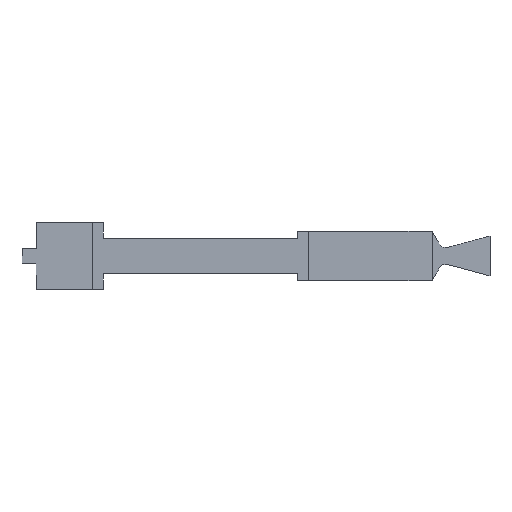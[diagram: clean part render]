
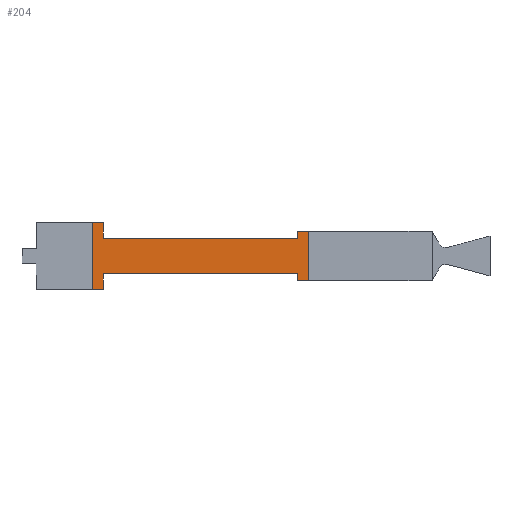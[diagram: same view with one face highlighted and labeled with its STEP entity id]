
A CAD part, top view. The second image highlights one B-rep face of the part: STEP entity #204.
In plain terms, the highlighted planar face has unit normal (0, 0, 1).
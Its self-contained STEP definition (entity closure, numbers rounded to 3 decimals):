
#20=FACE_OUTER_BOUND('',#24,.T.);
#24=EDGE_LOOP('',(#171,#172,#173,#174,#175,#176,#177,#178,#179,#180,#181,
#182));
#35=LINE('',#307,#67);
#36=LINE('',#309,#68);
#37=LINE('',#311,#69);
#38=LINE('',#313,#70);
#39=LINE('',#315,#71);
#40=LINE('',#317,#72);
#41=LINE('',#319,#73);
#42=LINE('',#321,#74);
#43=LINE('',#323,#75);
#44=LINE('',#325,#76);
#45=LINE('',#327,#77);
#46=LINE('',#328,#78);
#67=VECTOR('',#250,10.);
#68=VECTOR('',#251,10.);
#69=VECTOR('',#252,10.);
#70=VECTOR('',#253,10.);
#71=VECTOR('',#254,10.);
#72=VECTOR('',#255,10.);
#73=VECTOR('',#256,10.);
#74=VECTOR('',#257,10.);
#75=VECTOR('',#258,10.);
#76=VECTOR('',#259,10.);
#77=VECTOR('',#260,10.);
#78=VECTOR('',#261,10.);
#99=VERTEX_POINT('',#305);
#100=VERTEX_POINT('',#306);
#101=VERTEX_POINT('',#308);
#102=VERTEX_POINT('',#310);
#103=VERTEX_POINT('',#312);
#104=VERTEX_POINT('',#314);
#105=VERTEX_POINT('',#316);
#106=VERTEX_POINT('',#318);
#107=VERTEX_POINT('',#320);
#108=VERTEX_POINT('',#322);
#109=VERTEX_POINT('',#324);
#110=VERTEX_POINT('',#326);
#135=EDGE_CURVE('',#99,#100,#35,.T.);
#136=EDGE_CURVE('',#100,#101,#36,.T.);
#137=EDGE_CURVE('',#102,#101,#37,.T.);
#138=EDGE_CURVE('',#102,#103,#38,.T.);
#139=EDGE_CURVE('',#103,#104,#39,.T.);
#140=EDGE_CURVE('',#104,#105,#40,.T.);
#141=EDGE_CURVE('',#106,#105,#41,.T.);
#142=EDGE_CURVE('',#107,#106,#42,.T.);
#143=EDGE_CURVE('',#107,#108,#43,.T.);
#144=EDGE_CURVE('',#109,#108,#44,.T.);
#145=EDGE_CURVE('',#110,#109,#45,.T.);
#146=EDGE_CURVE('',#99,#110,#46,.T.);
#171=ORIENTED_EDGE('',*,*,#135,.T.);
#172=ORIENTED_EDGE('',*,*,#136,.T.);
#173=ORIENTED_EDGE('',*,*,#137,.F.);
#174=ORIENTED_EDGE('',*,*,#138,.T.);
#175=ORIENTED_EDGE('',*,*,#139,.T.);
#176=ORIENTED_EDGE('',*,*,#140,.T.);
#177=ORIENTED_EDGE('',*,*,#141,.F.);
#178=ORIENTED_EDGE('',*,*,#142,.F.);
#179=ORIENTED_EDGE('',*,*,#143,.T.);
#180=ORIENTED_EDGE('',*,*,#144,.F.);
#181=ORIENTED_EDGE('',*,*,#145,.F.);
#182=ORIENTED_EDGE('',*,*,#146,.F.);
#200=PLANE('',#229);
#204=ADVANCED_FACE('',(#20),#200,.T.);
#229=AXIS2_PLACEMENT_3D('',#304,#248,#249);
#248=DIRECTION('center_axis',(0.,0.,
1.));
#249=DIRECTION('ref_axis',(1.,0.,0.));
#250=DIRECTION('',(0.,-1.,0.));
#251=DIRECTION('',(1.,0.,0.));
#252=DIRECTION('',(0.,-1.,0.));
#253=DIRECTION('',(1.,0.,0.));
#254=DIRECTION('',(0.,-1.,0.));
#255=DIRECTION('',(1.,0.,0.));
#256=DIRECTION('',(0.,-1.,0.));
#257=DIRECTION('',(1.,0.,0.));
#258=DIRECTION('',(0.,-1.,0.));
#259=DIRECTION('',(1.,0.,0.));
#260=DIRECTION('',(0.,-1.,0.));
#261=DIRECTION('',(1.,0.,0.));
#304=CARTESIAN_POINT('Origin',(106.102,0.,0.));
#305=CARTESIAN_POINT('',(31.77,15.21,0.));
#306=CARTESIAN_POINT('',(31.77,-15.21,0.));
#307=CARTESIAN_POINT('',(31.77,15.21,0.));
#308=CARTESIAN_POINT('',(36.77,-15.21,0.));
#309=CARTESIAN_POINT('',(6.35,-15.21,0.));
#310=CARTESIAN_POINT('',(36.77,-8.,0.));
#311=CARTESIAN_POINT('',(36.77,-8.,0.));
#312=CARTESIAN_POINT('',(125.07,-8.,0.));
#313=CARTESIAN_POINT('',(36.77,-8.,0.));
#314=CARTESIAN_POINT('',(125.07,-11.21,0.));
#315=CARTESIAN_POINT('',(125.07,-8.,0.));
#316=CARTESIAN_POINT('',(130.07,-11.21,0.));
#317=CARTESIAN_POINT('',(125.07,-11.21,0.));
#318=CARTESIAN_POINT('',(130.07,11.21,0.));
#319=CARTESIAN_POINT('',(130.07,11.21,0.));
#320=CARTESIAN_POINT('',(125.07,11.21,0.));
#321=CARTESIAN_POINT('',(125.07,11.21,0.));
#322=CARTESIAN_POINT('',(125.07,8.,0.));
#323=CARTESIAN_POINT('',(125.07,11.21,0.));
#324=CARTESIAN_POINT('',(36.77,8.,0.));
#325=CARTESIAN_POINT('',(36.77,8.,0.));
#326=CARTESIAN_POINT('',(36.77,15.21,0.));
#327=CARTESIAN_POINT('',(36.77,15.21,0.));
#328=CARTESIAN_POINT('',(6.35,15.21,0.));
